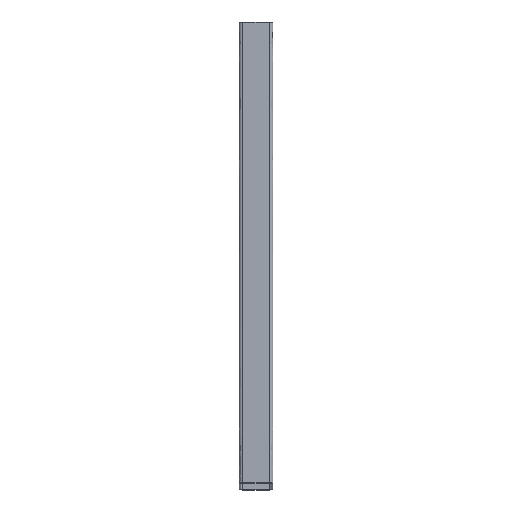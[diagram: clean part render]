
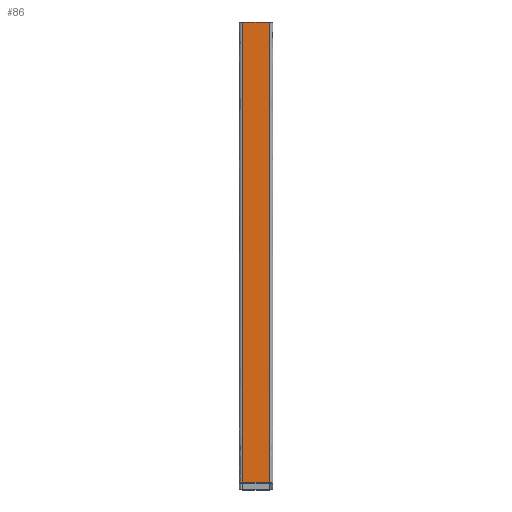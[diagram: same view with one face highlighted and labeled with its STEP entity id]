
A CAD part, left-side view. The second image highlights one B-rep face of the part: STEP entity #86.
In plain terms, the highlighted free-form (B-spline) face has degree [1, 1] with [2, 2] control points.
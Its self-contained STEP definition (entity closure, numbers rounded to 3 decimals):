
#13 = B_SPLINE_CURVE_WITH_KNOTS ( 'NONE', 1,
 ( #705, #465 ),
 .UNSPECIFIED., .F., .F.,
 ( 2, 2 ),
 ( 0., 1. ),
 .UNSPECIFIED. ) ;
#17 = EDGE_CURVE ( 'NONE', #604, #1595, #246, .T. ) ;
#32 = EDGE_CURVE ( 'NONE', #515, #1458, #1558, .T. ) ;
#86 = ADVANCED_FACE ( 'NONE', ( #526 ), #1139, .F. ) ;
#143 = CARTESIAN_POINT ( 'NONE',  ( -16.218, -51.686, 1667. ) ) ;
#149 = CARTESIAN_POINT ( 'NONE',  ( -16.218, -51.686, 1667. ) ) ;
#157 = CARTESIAN_POINT ( 'NONE',  ( -16.218, -51.686, 25.453 ) ) ;
#246 = B_SPLINE_CURVE_WITH_KNOTS ( 'NONE', 1,
 ( #1406, #793 ),
 .UNSPECIFIED., .F., .F.,
 ( 2, 2 ),
 ( 0., 1. ),
 .UNSPECIFIED. ) ;
#260 = CARTESIAN_POINT ( 'NONE',  ( -16.218, -51.686, 1667. ) ) ;
#261 = ORIENTED_EDGE ( 'NONE', *, *, #1042, .F. ) ;
#288 = CARTESIAN_POINT ( 'NONE',  ( -16.218, 44.314, 25.453 ) ) ;
#336 = ORIENTED_EDGE ( 'NONE', *, *, #1455, .F. ) ;
#354 = ORIENTED_EDGE ( 'NONE', *, *, #32, .F. ) ;
#356 = CARTESIAN_POINT ( 'NONE',  ( -16.218, 44.314, 1667. ) ) ;
#383 = CARTESIAN_POINT ( 'NONE',  ( -16.218, 44.314, 1667. ) ) ;
#392 = EDGE_LOOP ( 'NONE', ( #261, #354, #336, #1094 ) ) ;
#465 = CARTESIAN_POINT ( 'NONE',  ( -16.218, 44.314, 25.453 ) ) ;
#515 = VERTEX_POINT ( 'NONE', #673 ) ;
#526 = FACE_OUTER_BOUND ( 'NONE', #392, .T. ) ;
#604 = VERTEX_POINT ( 'NONE', #356 ) ;
#655 = CARTESIAN_POINT ( 'NONE',  ( -16.218, -51.686, 25.453 ) ) ;
#673 = CARTESIAN_POINT ( 'NONE',  ( -16.218, -51.686, 1667. ) ) ;
#705 = CARTESIAN_POINT ( 'NONE',  ( -16.218, -51.686, 25.453 ) ) ;
#793 = CARTESIAN_POINT ( 'NONE',  ( -16.218, 44.314, 25.453 ) ) ;
#888 = CARTESIAN_POINT ( 'NONE',  ( -16.218, -51.686, 25.453 ) ) ;
#1016 = CARTESIAN_POINT ( 'NONE',  ( -16.218, 44.314, 1667. ) ) ;
#1021 = CARTESIAN_POINT ( 'NONE',  ( -16.218, 44.314, 25.453 ) ) ;
#1042 = EDGE_CURVE ( 'NONE', #1458, #1595, #13, .T. ) ;
#1094 = ORIENTED_EDGE ( 'NONE', *, *, #17, .T. ) ;
#1139 = B_SPLINE_SURFACE_WITH_KNOTS ( 'NONE', 1, 1, ( 
 ( #888, #149 ),
 ( #288, #1016 ) ),
 .UNSPECIFIED., .F., .F., .F.,
 ( 2, 2 ),
 ( 2, 2 ),
 ( 0., 1. ),
 ( 0., 1. ),
 .UNSPECIFIED. ) ;
#1358 = B_SPLINE_CURVE_WITH_KNOTS ( 'NONE', 1,
 ( #383, #260 ),
 .UNSPECIFIED., .F., .F.,
 ( 2, 2 ),
 ( 0., 1. ),
 .UNSPECIFIED. ) ;
#1406 = CARTESIAN_POINT ( 'NONE',  ( -16.218, 44.314, 1667. ) ) ;
#1455 = EDGE_CURVE ( 'NONE', #604, #515, #1358, .T. ) ;
#1458 = VERTEX_POINT ( 'NONE', #157 ) ;
#1558 = B_SPLINE_CURVE_WITH_KNOTS ( 'NONE', 1,
 ( #143, #655 ),
 .UNSPECIFIED., .F., .F.,
 ( 2, 2 ),
 ( -1., 0. ),
 .UNSPECIFIED. ) ;
#1595 = VERTEX_POINT ( 'NONE', #1021 ) ;
